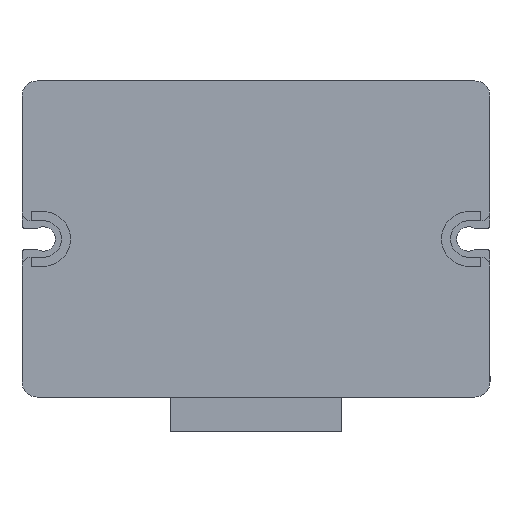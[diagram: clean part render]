
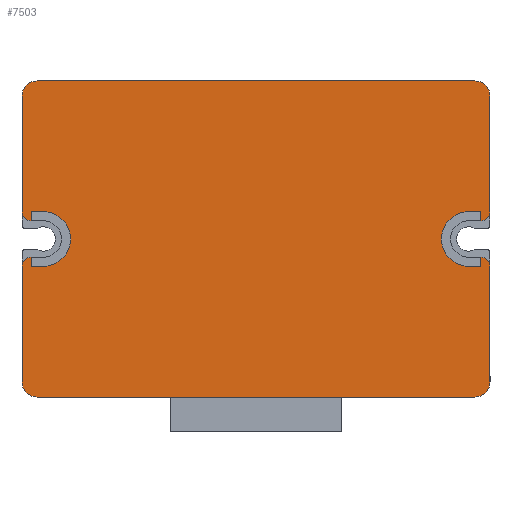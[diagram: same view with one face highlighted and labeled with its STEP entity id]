
A CAD part, front view. The second image highlights one B-rep face of the part: STEP entity #7503.
In plain terms, the highlighted planar face has unit normal (0, -1, 0).
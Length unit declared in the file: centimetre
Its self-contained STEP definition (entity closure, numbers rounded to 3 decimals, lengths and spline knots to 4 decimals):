
#350=CIRCLE('',#7948,0.45);
#352=CIRCLE('',#7954,0.45);
#354=CIRCLE('',#7959,0.15);
#355=CIRCLE('',#7960,0.25);
#356=CIRCLE('',#7961,0.25);
#357=CIRCLE('',#7962,0.15);
#358=CIRCLE('',#7963,0.15);
#359=CIRCLE('',#7964,0.25);
#360=CIRCLE('',#7965,0.25);
#361=CIRCLE('',#7966,0.15);
#639=VERTEX_POINT('',#10379);
#640=VERTEX_POINT('',#10381);
#644=VERTEX_POINT('',#10390);
#645=VERTEX_POINT('',#10392);
#646=VERTEX_POINT('',#10394);
#648=VERTEX_POINT('',#10400);
#649=VERTEX_POINT('',#10408);
#651=VERTEX_POINT('',#10411);
#654=VERTEX_POINT('',#10419);
#656=VERTEX_POINT('',#10425);
#658=VERTEX_POINT('',#10431);
#659=VERTEX_POINT('',#10434);
#663=VERTEX_POINT('',#10445);
#664=VERTEX_POINT('',#10447);
#665=VERTEX_POINT('',#10449);
#666=VERTEX_POINT('',#10451);
#667=VERTEX_POINT('',#10453);
#668=VERTEX_POINT('',#10455);
#669=VERTEX_POINT('',#10458);
#670=VERTEX_POINT('',#10460);
#671=VERTEX_POINT('',#10462);
#672=VERTEX_POINT('',#10464);
#673=VERTEX_POINT('',#10466);
#674=VERTEX_POINT('',#10468);
#1374=VECTOR('',#8585,1.);
#1379=VECTOR('',#8591,1.);
#1381=VECTOR('',#8593,1.);
#1383=VECTOR('',#8596,1.);
#1386=VECTOR('',#8607,1.);
#1390=VECTOR('',#8612,1.);
#1394=VECTOR('',#8623,1.);
#1397=VECTOR('',#8626,1.);
#1400=VECTOR('',#8635,1.);
#1401=VECTOR('',#8638,1.);
#1402=VECTOR('',#8641,1.);
#1403=VECTOR('',#8646,1.);
#1404=VECTOR('',#8649,1.);
#1405=VECTOR('',#8652,1.);
#2221=LINE('',#10380,#1374);
#2226=LINE('',#10391,#1379);
#2228=LINE('',#10395,#1381);
#2230=LINE('',#10399,#1383);
#2233=LINE('',#10410,#1386);
#2237=LINE('',#10418,#1390);
#2241=LINE('',#10430,#1394);
#2244=LINE('',#10436,#1397);
#2247=LINE('',#10446,#1400);
#2248=LINE('',#10450,#1401);
#2249=LINE('',#10454,#1402);
#2250=LINE('',#10459,#1403);
#2251=LINE('',#10463,#1404);
#2252=LINE('',#10467,#1405);
#3071=EDGE_CURVE('',#640,#639,#2221,.T.);
#3076=EDGE_CURVE('',#645,#644,#2226,.T.);
#3080=EDGE_CURVE('',#646,#645,#2228,.T.);
#3082=EDGE_CURVE('',#648,#640,#2230,.T.);
#3085=EDGE_CURVE('',#644,#648,#350,.T.);
#3087=EDGE_CURVE('',#651,#649,#2233,.T.);
#3091=EDGE_CURVE('',#654,#651,#2237,.T.);
#3094=EDGE_CURVE('',#656,#654,#352,.T.);
#3097=EDGE_CURVE('',#658,#656,#2241,.T.);
#3101=EDGE_CURVE('',#659,#658,#2244,.T.);
#3105=EDGE_CURVE('',#663,#639,#354,.T.);
#3106=EDGE_CURVE('',#664,#663,#2247,.T.);
#3107=EDGE_CURVE('',#665,#664,#355,.T.);
#3108=EDGE_CURVE('',#666,#665,#2248,.T.);
#3109=EDGE_CURVE('',#667,#666,#356,.T.);
#3110=EDGE_CURVE('',#668,#667,#2249,.T.);
#3111=EDGE_CURVE('',#659,#668,#357,.T.);
#3112=EDGE_CURVE('',#669,#649,#358,.T.);
#3113=EDGE_CURVE('',#670,#669,#2250,.T.);
#3114=EDGE_CURVE('',#671,#670,#359,.T.);
#3115=EDGE_CURVE('',#672,#671,#2251,.T.);
#3116=EDGE_CURVE('',#673,#672,#360,.T.);
#3117=EDGE_CURVE('',#674,#673,#2252,.T.);
#3118=EDGE_CURVE('',#646,#674,#361,.T.);
#4290=ORIENTED_EDGE('',*,*,#3080,.T.);
#4291=ORIENTED_EDGE('',*,*,#3076,.T.);
#4292=ORIENTED_EDGE('',*,*,#3085,.T.);
#4293=ORIENTED_EDGE('',*,*,#3082,.T.);
#4294=ORIENTED_EDGE('',*,*,#3071,.T.);
#4295=ORIENTED_EDGE('',*,*,#3105,.F.);
#4296=ORIENTED_EDGE('',*,*,#3106,.F.);
#4297=ORIENTED_EDGE('',*,*,#3107,.F.);
#4298=ORIENTED_EDGE('',*,*,#3108,.F.);
#4299=ORIENTED_EDGE('',*,*,#3109,.F.);
#4300=ORIENTED_EDGE('',*,*,#3110,.F.);
#4301=ORIENTED_EDGE('',*,*,#3111,.F.);
#4302=ORIENTED_EDGE('',*,*,#3101,.T.);
#4303=ORIENTED_EDGE('',*,*,#3097,.T.);
#4304=ORIENTED_EDGE('',*,*,#3094,.T.);
#4305=ORIENTED_EDGE('',*,*,#3091,.T.);
#4306=ORIENTED_EDGE('',*,*,#3087,.T.);
#4307=ORIENTED_EDGE('',*,*,#3112,.F.);
#4308=ORIENTED_EDGE('',*,*,#3113,.F.);
#4309=ORIENTED_EDGE('',*,*,#3114,.F.);
#4310=ORIENTED_EDGE('',*,*,#3115,.F.);
#4311=ORIENTED_EDGE('',*,*,#3116,.F.);
#4312=ORIENTED_EDGE('',*,*,#3117,.F.);
#4313=ORIENTED_EDGE('',*,*,#3118,.F.);
#6561=EDGE_LOOP('',(#4290,#4291,#4292,#4293,#4294,#4295,#4296,#4297,#4298,
#4299,#4300,#4301,#4302,#4303,#4304,#4305,#4306,#4307,#4308,#4309,#4310,
#4311,#4312,#4313));
#7032=FACE_BOUND('',#6561,.T.);
#7503=ADVANCED_FACE('',(#7032),#13519,.F.);
#7948=AXIS2_PLACEMENT_3D('',#10404,#8602,#8603);
#7954=AXIS2_PLACEMENT_3D('',#10424,#8618,#8619);
#7958=AXIS2_PLACEMENT_3D('',#10443,#8632,$);
#7959=AXIS2_PLACEMENT_3D('',#10444,#8633,#8634);
#7960=AXIS2_PLACEMENT_3D('',#10448,#8636,#8637);
#7961=AXIS2_PLACEMENT_3D('',#10452,#8639,#8640);
#7962=AXIS2_PLACEMENT_3D('',#10456,#8642,#8643);
#7963=AXIS2_PLACEMENT_3D('',#10457,#8644,#8645);
#7964=AXIS2_PLACEMENT_3D('',#10461,#8647,#8648);
#7965=AXIS2_PLACEMENT_3D('',#10465,#8650,#8651);
#7966=AXIS2_PLACEMENT_3D('',#10469,#8653,#8654);
#8585=DIRECTION('',(0.,0.,-1.));
#8591=DIRECTION('',(-1.,0.,0.));
#8593=DIRECTION('',(0.,0.,-1.));
#8596=DIRECTION('',(1.,0.,0.));
#8602=DIRECTION('',(0.,1.,0.));
#8603=DIRECTION('',(0.45,0.,0.));
#8607=DIRECTION('',(0.,0.,1.));
#8612=DIRECTION('',(-1.,0.,0.));
#8618=DIRECTION('',(0.,1.,0.));
#8619=DIRECTION('',(0.45,0.,0.));
#8623=DIRECTION('',(1.,0.,0.));
#8626=DIRECTION('',(0.,0.,1.));
#8632=DIRECTION('',(0.,1.,0.));
#8633=DIRECTION('',(0.,1.,0.));
#8634=DIRECTION('',(0.15,0.,0.));
#8635=DIRECTION('',(0.,0.,-1.));
#8636=DIRECTION('',(0.,1.,0.));
#8637=DIRECTION('',(0.25,0.,0.));
#8638=DIRECTION('',(1.,0.,0.));
#8639=DIRECTION('',(0.,1.,0.));
#8640=DIRECTION('',(0.25,0.,0.));
#8641=DIRECTION('',(0.,0.,1.));
#8642=DIRECTION('',(0.,1.,0.));
#8643=DIRECTION('',(0.15,0.,0.));
#8644=DIRECTION('',(0.,1.,0.));
#8645=DIRECTION('',(0.15,0.,0.));
#8646=DIRECTION('',(0.,0.,1.));
#8647=DIRECTION('',(0.,1.,0.));
#8648=DIRECTION('',(0.25,0.,0.));
#8649=DIRECTION('',(-1.,0.,0.));
#8650=DIRECTION('',(0.,1.,0.));
#8651=DIRECTION('',(0.25,0.,0.));
#8652=DIRECTION('',(0.,0.,-1.));
#8653=DIRECTION('',(0.,1.,0.));
#8654=DIRECTION('',(0.15,0.,0.));
#10379=CARTESIAN_POINT('',(3.7,0.,0.3));
#10380=CARTESIAN_POINT('',(3.7,0.,0.));
#10381=CARTESIAN_POINT('',(3.7,0.,0.45));
#10390=CARTESIAN_POINT('',(3.5,0.,-0.45));
#10391=CARTESIAN_POINT('',(1.8,0.,-0.45));
#10392=CARTESIAN_POINT('',(3.7,0.,-0.45));
#10394=CARTESIAN_POINT('',(3.7,0.,-0.3));
#10395=CARTESIAN_POINT('',(3.7,0.,0.));
#10399=CARTESIAN_POINT('',(1.8,0.,0.45));
#10400=CARTESIAN_POINT('',(3.5,0.,0.45));
#10404=CARTESIAN_POINT('',(3.5,0.,0.));
#10408=CARTESIAN_POINT('',(-3.7,0.,-0.3));
#10410=CARTESIAN_POINT('',(-3.7,0.,0.));
#10411=CARTESIAN_POINT('',(-3.7,0.,-0.45));
#10418=CARTESIAN_POINT('',(-1.8,0.,-0.45));
#10419=CARTESIAN_POINT('',(-3.5,0.,-0.45));
#10424=CARTESIAN_POINT('',(-3.5,0.,0.));
#10425=CARTESIAN_POINT('',(-3.5,0.,0.45));
#10430=CARTESIAN_POINT('',(-1.8,0.,0.45));
#10431=CARTESIAN_POINT('',(-3.7,0.,0.45));
#10434=CARTESIAN_POINT('',(-3.7,0.,0.3));
#10436=CARTESIAN_POINT('',(-3.7,0.,0.));
#10443=CARTESIAN_POINT('',(0.,0.,0.));
#10444=CARTESIAN_POINT('',(3.7,0.,0.45));
#10445=CARTESIAN_POINT('',(3.85,0.,0.45));
#10446=CARTESIAN_POINT('',(3.85,0.,2.35));
#10447=CARTESIAN_POINT('',(3.85,0.,2.35));
#10448=CARTESIAN_POINT('',(3.6,0.,2.35));
#10449=CARTESIAN_POINT('',(3.6,0.,2.6));
#10450=CARTESIAN_POINT('',(-3.6,0.,2.6));
#10451=CARTESIAN_POINT('',(-3.6,0.,2.6));
#10452=CARTESIAN_POINT('',(-3.6,0.,2.35));
#10453=CARTESIAN_POINT('',(-3.85,0.,2.35));
#10454=CARTESIAN_POINT('',(-3.85,0.,0.45));
#10455=CARTESIAN_POINT('',(-3.85,0.,0.45));
#10456=CARTESIAN_POINT('',(-3.7,0.,0.45));
#10457=CARTESIAN_POINT('',(-3.7,0.,-0.45));
#10458=CARTESIAN_POINT('',(-3.85,0.,-0.45));
#10459=CARTESIAN_POINT('',(-3.85,0.,-2.35));
#10460=CARTESIAN_POINT('',(-3.85,0.,-2.35));
#10461=CARTESIAN_POINT('',(-3.6,0.,-2.35));
#10462=CARTESIAN_POINT('',(-3.6,0.,-2.6));
#10463=CARTESIAN_POINT('',(3.6,0.,-2.6));
#10464=CARTESIAN_POINT('',(3.6,0.,-2.6));
#10465=CARTESIAN_POINT('',(3.6,0.,-2.35));
#10466=CARTESIAN_POINT('',(3.85,0.,-2.35));
#10467=CARTESIAN_POINT('',(3.85,0.,-0.45));
#10468=CARTESIAN_POINT('',(3.85,0.,-0.45));
#10469=CARTESIAN_POINT('',(3.7,0.,-0.45));
#13519=PLANE('',#7958);
